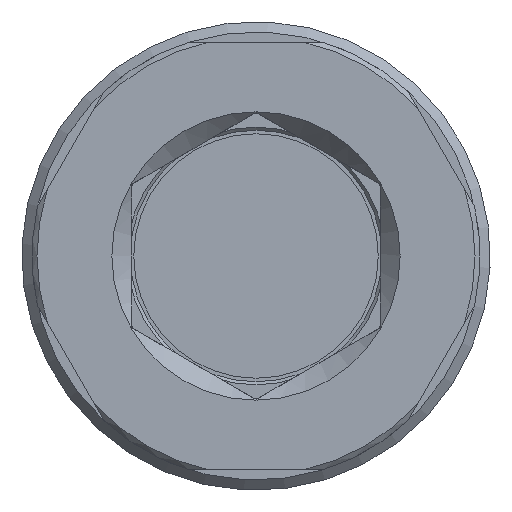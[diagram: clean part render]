
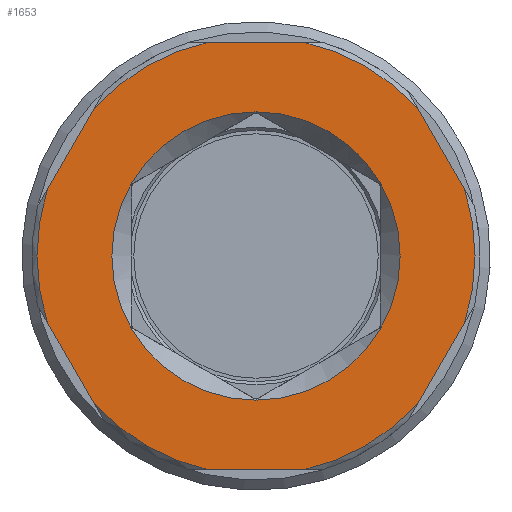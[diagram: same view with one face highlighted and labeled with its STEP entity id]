
A CAD part, left-side view. The second image highlights one B-rep face of the part: STEP entity #1653.
In plain terms, the highlighted planar face has unit normal (-1, 0, 0).
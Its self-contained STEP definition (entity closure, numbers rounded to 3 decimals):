
#199=FACE_BOUND('',#406,.T.);
#235=PLANE('',#1828);
#302=FACE_OUTER_BOUND('',#405,.T.);
#405=EDGE_LOOP('',(#1344,#1345,#1346,#1347,#1348,#1349,#1350,#1351,#1352,
#1353,#1354,#1355));
#406=EDGE_LOOP('',(#1356));
#492=LINE('',#2732,#571);
#493=LINE('',#2736,#572);
#494=LINE('',#2740,#573);
#495=LINE('',#2744,#574);
#496=LINE('',#2748,#575);
#497=LINE('',#2752,#576);
#571=VECTOR('',#2190,10.);
#572=VECTOR('',#2193,10.);
#573=VECTOR('',#2196,10.);
#574=VECTOR('',#2199,10.);
#575=VECTOR('',#2202,10.);
#576=VECTOR('',#2205,10.);
#664=CIRCLE('',#1827,7.075);
#665=CIRCLE('',#1829,10.75);
#666=CIRCLE('',#1830,10.75);
#667=CIRCLE('',#1831,10.75);
#668=CIRCLE('',#1832,10.75);
#669=CIRCLE('',#1833,10.75);
#670=CIRCLE('',#1834,10.75);
#792=VERTEX_POINT('',#2726);
#793=VERTEX_POINT('',#2730);
#794=VERTEX_POINT('',#2731);
#795=VERTEX_POINT('',#2733);
#796=VERTEX_POINT('',#2735);
#797=VERTEX_POINT('',#2737);
#798=VERTEX_POINT('',#2739);
#799=VERTEX_POINT('',#2741);
#800=VERTEX_POINT('',#2743);
#801=VERTEX_POINT('',#2745);
#802=VERTEX_POINT('',#2747);
#803=VERTEX_POINT('',#2749);
#804=VERTEX_POINT('',#2751);
#992=EDGE_CURVE('',#792,#792,#664,.T.);
#994=EDGE_CURVE('',#793,#794,#492,.T.);
#995=EDGE_CURVE('',#795,#794,#665,.T.);
#996=EDGE_CURVE('',#795,#796,#493,.T.);
#997=EDGE_CURVE('',#797,#796,#666,.T.);
#998=EDGE_CURVE('',#797,#798,#494,.T.);
#999=EDGE_CURVE('',#799,#798,#667,.T.);
#1000=EDGE_CURVE('',#799,#800,#495,.T.);
#1001=EDGE_CURVE('',#801,#800,#668,.T.);
#1002=EDGE_CURVE('',#801,#802,#496,.T.);
#1003=EDGE_CURVE('',#803,#802,#669,.T.);
#1004=EDGE_CURVE('',#803,#804,#497,.T.);
#1005=EDGE_CURVE('',#793,#804,#670,.T.);
#1344=ORIENTED_EDGE('',*,*,#994,.T.);
#1345=ORIENTED_EDGE('',*,*,#995,.F.);
#1346=ORIENTED_EDGE('',*,*,#996,.T.);
#1347=ORIENTED_EDGE('',*,*,#997,.F.);
#1348=ORIENTED_EDGE('',*,*,#998,.T.);
#1349=ORIENTED_EDGE('',*,*,#999,.F.);
#1350=ORIENTED_EDGE('',*,*,#1000,.T.);
#1351=ORIENTED_EDGE('',*,*,#1001,.F.);
#1352=ORIENTED_EDGE('',*,*,#1002,.T.);
#1353=ORIENTED_EDGE('',*,*,#1003,.F.);
#1354=ORIENTED_EDGE('',*,*,#1004,.T.);
#1355=ORIENTED_EDGE('',*,*,#1005,.F.);
#1356=ORIENTED_EDGE('',*,*,#992,.F.);
#1653=ADVANCED_FACE('',(#302,#199),#235,.T.);
#1827=AXIS2_PLACEMENT_3D('',#2727,#2185,#2186);
#1828=AXIS2_PLACEMENT_3D('',#2729,#2188,#2189);
#1829=AXIS2_PLACEMENT_3D('',#2734,#2191,#2192);
#1830=AXIS2_PLACEMENT_3D('',#2738,#2194,#2195);
#1831=AXIS2_PLACEMENT_3D('',#2742,#2197,#2198);
#1832=AXIS2_PLACEMENT_3D('',#2746,#2200,#2201);
#1833=AXIS2_PLACEMENT_3D('',#2750,#2203,#2204);
#1834=AXIS2_PLACEMENT_3D('',#2753,#2206,#2207);
#2185=DIRECTION('center_axis',(-1.,0.,0.));
#2186=DIRECTION('ref_axis',(0.,-1.,0.));
#2188=DIRECTION('center_axis',(-1.,0.,0.));
#2189=DIRECTION('ref_axis',(0.,0.,1.));
#2190=DIRECTION('',(0.,-0.5,-0.866));
#2191=DIRECTION('center_axis',(1.,0.,0.));
#2192=DIRECTION('ref_axis',(0.,-1.,0.));
#2193=DIRECTION('',(0.,-1.,0.));
#2194=DIRECTION('center_axis',(1.,0.,0.));
#2195=DIRECTION('ref_axis',(0.,-1.,0.));
#2196=DIRECTION('',(0.,-0.5,0.866));
#2197=DIRECTION('center_axis',(1.,0.,0.));
#2198=DIRECTION('ref_axis',(0.,-1.,0.));
#2199=DIRECTION('',(0.,0.5,0.866));
#2200=DIRECTION('center_axis',(1.,0.,0.));
#2201=DIRECTION('ref_axis',(0.,-1.,0.));
#2202=DIRECTION('',(0.,1.,0.));
#2203=DIRECTION('center_axis',(1.,0.,0.));
#2204=DIRECTION('ref_axis',(0.,-1.,0.));
#2205=DIRECTION('',(0.,0.5,-0.866));
#2206=DIRECTION('center_axis',(1.,0.,0.));
#2207=DIRECTION('ref_axis',(0.,-1.,0.));
#2726=CARTESIAN_POINT('',(0.,7.075,0.));
#2727=CARTESIAN_POINT('Origin',(0.,0.,0.));
#2729=CARTESIAN_POINT('Origin',(0.,0.,0.));
#2730=CARTESIAN_POINT('',(0.,10.246,-3.254));
#2731=CARTESIAN_POINT('',(0.,7.941,-7.246));
#2732=CARTESIAN_POINT('',(0.,10.609,-2.625));
#2733=CARTESIAN_POINT('',(0.,2.305,-10.5));
#2734=CARTESIAN_POINT('Origin',(0.,0.,0.));
#2735=CARTESIAN_POINT('',(0.,-2.305,-10.5));
#2736=CARTESIAN_POINT('',(0.,3.031,-10.5));
#2737=CARTESIAN_POINT('',(0.,-7.941,-7.246));
#2738=CARTESIAN_POINT('Origin',(0.,0.,0.));
#2739=CARTESIAN_POINT('',(0.,-10.246,-3.254));
#2740=CARTESIAN_POINT('',(0.,-7.578,-7.875));
#2741=CARTESIAN_POINT('',(0.,-10.246,3.254));
#2742=CARTESIAN_POINT('Origin',(0.,0.,0.));
#2743=CARTESIAN_POINT('',(0.,-7.941,7.246));
#2744=CARTESIAN_POINT('',(0.,-10.609,2.625));
#2745=CARTESIAN_POINT('',(0.,-2.305,10.5));
#2746=CARTESIAN_POINT('Origin',(0.,0.,0.));
#2747=CARTESIAN_POINT('',(0.,2.305,10.5));
#2748=CARTESIAN_POINT('',(0.,-3.031,10.5));
#2749=CARTESIAN_POINT('',(0.,7.941,7.246));
#2750=CARTESIAN_POINT('Origin',(0.,0.,0.));
#2751=CARTESIAN_POINT('',(0.,10.246,3.254));
#2752=CARTESIAN_POINT('',(0.,7.578,7.875));
#2753=CARTESIAN_POINT('Origin',(0.,0.,0.));
